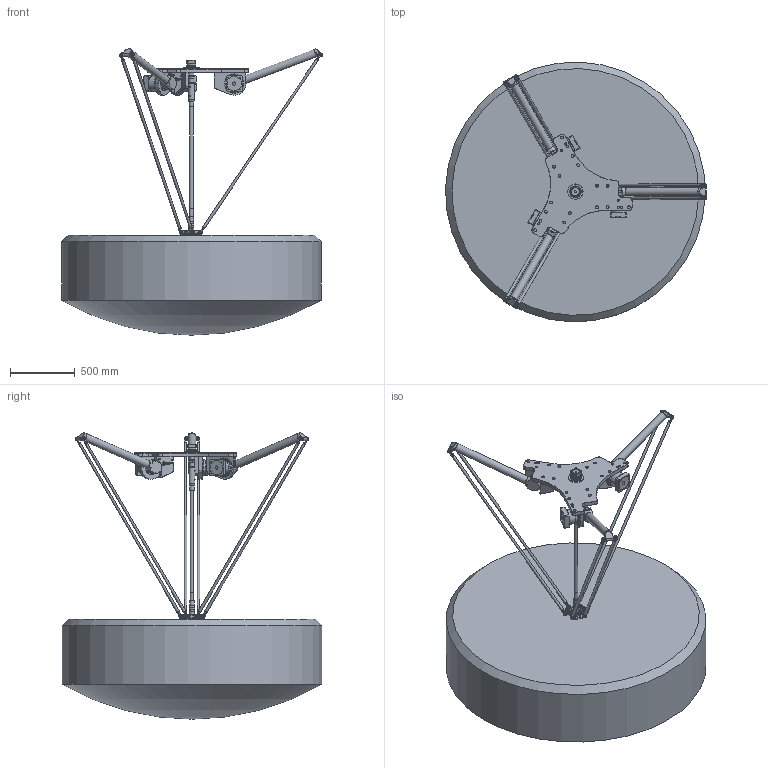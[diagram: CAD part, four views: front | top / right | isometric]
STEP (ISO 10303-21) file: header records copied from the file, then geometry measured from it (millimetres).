
FILE_DESCRIPTION(/* description */ (''),/* implementation_level */ '2;1');
FILE_NAME(/* name */ '3D-model_A_00651.stp',/* time_stamp */ '2024-08-29T10:01:21+02:00',/* author */ ('michael.schutter'),/* organization */ ('Majatronic'),/* preprocessor_version */ 'ST-DEVELOPER v19.2',/* originating_system */ 'Autodesk Inventor 2023',/* authorisation */ '');
FILE_SCHEMA (('AUTOMOTIVE_DESIGN { 1 0 10303 214 3 1 1 }'));
Products named in the file (14): A_00651_DUMMY; MT_BGR00108158 Dummy Roboterbasis; MT_WST00054870MT_WST; MT_WST00055121MT_WST; MT_WST00066994MT_WST; MT_WST00117569; MT_WST00049651; MT_WST00050715MT_WST; MT_WST00066934MT_WST; MT_WST00117566; MT_WST00031699MT_WST; MT_WST00117570; MT_WST00117567; MT_WST00117565
Assembly tree (27 placements, depth 3):
  A_00651_DUMMY
    MT_BGR00108158 Dummy Roboterbasis
      MT_WST00054870MT_WST
      MT_WST00055121MT_WST  x3
      MT_WST00066994MT_WST
      MT_WST00117569
    MT_WST00049651
    MT_WST00050715MT_WST
    MT_WST00066934MT_WST
    MT_WST00117566
    MT_WST00031699MT_WST  x6
    MT_WST00117570  x6
    MT_WST00117567  x3
    MT_WST00117565
Bounding box: 2008.5 x 1998.96 x 2205.09 mm (x, y, z)
Volume: 2026488708.8 mm3; surface area: 12337664.3 mm2
Topology: 28 solids, 28 shells, 3129 faces, 7409 edges, 4692 vertices
Faces by surface type: plane 1552, cylinder 929, cone 361, bspline 173, torus 109, sphere 5
Full cylindrical faces by diameter (mm): 2 x6, 2.06 x1, 4 x8, 4.35 x8, 4.5 x8, 4.917 x17, 5 x48, 5.5 x48, 6 x1, 6.647 x48, 7 x8, 8 x36, 8.5 x48, 9.6 x3, 12 x22, 14 x1, 16 x12, 17.294 x6, 18 x24, 20 x20, 22 x15, 24 x3, 28 x1, 32 x1, 33 x1, 36 x1, 40 x9, 45 x1, 60.1 x3, 61 x1
Entity records: 66968 total; most frequent: CARTESIAN_POINT 20516, DIRECTION 9417, ORIENTED_EDGE 9162, EDGE_CURVE 4581, AXIS2_PLACEMENT_3D 3507, VERTEX_POINT 2952, LINE 2403, VECTOR 2403
